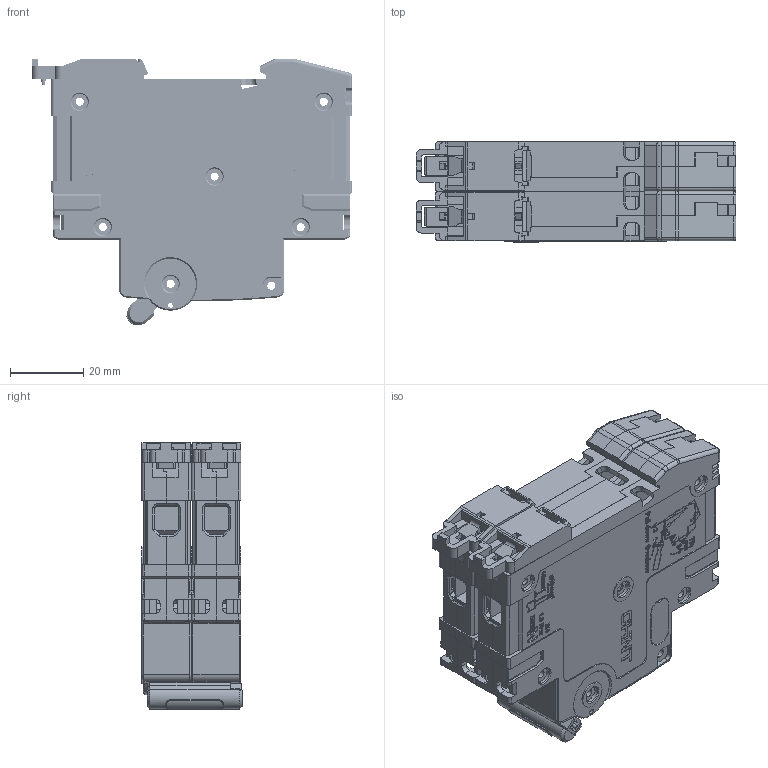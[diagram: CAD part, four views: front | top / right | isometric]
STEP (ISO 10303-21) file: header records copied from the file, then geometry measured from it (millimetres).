
FILE_DESCRIPTION((''),'2;1');
FILE_NAME('NB8-40J_2P2023070001_ASM','2023-07-19T15:47:05',('huchaow'),(''),'CREO PARAMETRIC BY PTC INC, 2020044','CREO PARAMETRIC BY PTC INC, 2020044','');
FILE_SCHEMA(('CONFIG_CONTROL_DESIGN','SHAPE_APPEARANCE_LAYERS_GROUPS'));
Products named in the file (1): NB8-40J_2P2023070001_ASM
Bounding box: 87.3 x 27.3 x 72.83 mm (x, y, z)
Surface area: 75131.8 mm2 (no closed solid volume)
Topology: 0 solids, 33 shells, 8905 faces, 24705 edges, 16301 vertices
Faces by surface type: plane 6447, cylinder 1288, extrusion 810, cone 296, bspline 38, torus 22, sphere 4
Entity records: 387634 total; most frequent: CARTESIAN_POINT 63606, ORIENTED_EDGE 49406, DIRECTION 42538, EDGE_CURVE 24703, VECTOR 20220, LINE 19410, VERTEX_POINT 16305, FILL_AREA_STYLE_COLOUR 15662
